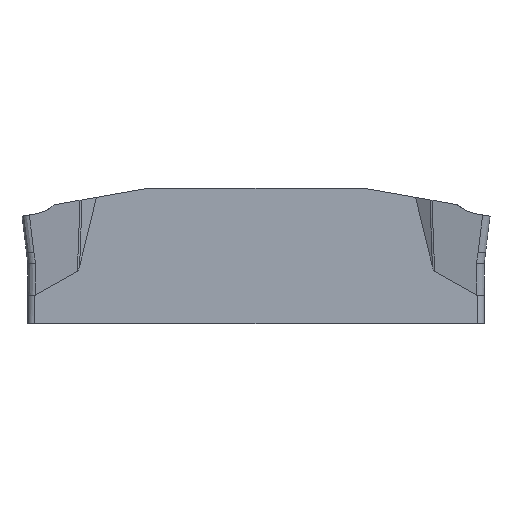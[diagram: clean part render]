
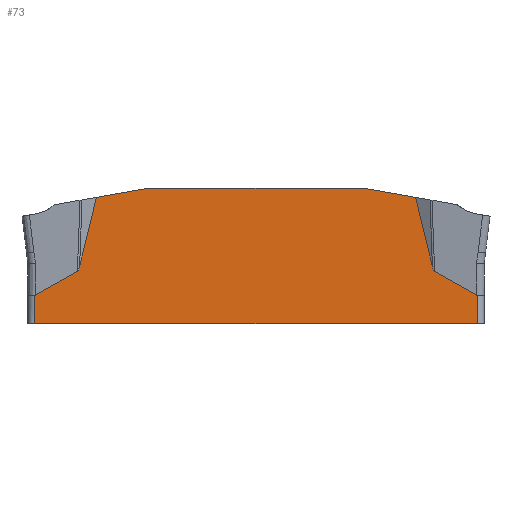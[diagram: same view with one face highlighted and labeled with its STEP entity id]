
A CAD part, left-side view. The second image highlights one B-rep face of the part: STEP entity #73.
In plain terms, the highlighted planar face has unit normal (-1, 0, 0).
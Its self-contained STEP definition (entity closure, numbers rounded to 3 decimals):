
#73=ADVANCED_FACE('SIDE_IB_1_SU5',(#139),#119,.F.);
#119=PLANE('',#878);
#139=FACE_OUTER_BOUND('',#185,.T.);
#185=EDGE_LOOP('',(#287,#288,#289,#290,#291,#292,#293,#294,#295,#296,#297,
#298,#299,#300));
#231=B_SPLINE_CURVE_WITH_KNOTS('',3,(#1127,#1128,#1129,#1130,#1131,#1132,
#1133,#1134,#1135,#1136,#1137,#1138,#1139,#1140,#1141,#1142),
 .UNSPECIFIED.,.F.,.F.,(4,3,3,3,3,4),(0.,0.383,0.682,
0.856,0.962,1.),.UNSPECIFIED.);
#232=B_SPLINE_CURVE_WITH_KNOTS('',3,(#1146,#1147,#1148,#1149,#1150,#1151,
#1152),.UNSPECIFIED.,.F.,.F.,(4,3,4),(0.,0.655,1.),
 .UNSPECIFIED.);
#233=B_SPLINE_CURVE_WITH_KNOTS('',3,(#1160,#1161,#1162,#1163,#1164,#1165,
#1166),.UNSPECIFIED.,.F.,.F.,(4,3,4),(0.,0.654,1.),
 .UNSPECIFIED.);
#234=B_SPLINE_CURVE_WITH_KNOTS('',3,(#1170,#1171,#1172,#1173,#1174,#1175,
#1176,#1177,#1178,#1179),.UNSPECIFIED.,.F.,.F.,(4,3,3,4),(0.,0.099,
0.378,1.),.UNSPECIFIED.);
#287=ORIENTED_EDGE('',*,*,#615,.F.);
#288=ORIENTED_EDGE('',*,*,#616,.T.);
#289=ORIENTED_EDGE('',*,*,#617,.T.);
#290=ORIENTED_EDGE('',*,*,#618,.T.);
#291=ORIENTED_EDGE('',*,*,#619,.T.);
#292=ORIENTED_EDGE('',*,*,#620,.T.);
#293=ORIENTED_EDGE('',*,*,#621,.T.);
#294=ORIENTED_EDGE('',*,*,#622,.F.);
#295=ORIENTED_EDGE('',*,*,#623,.T.);
#296=ORIENTED_EDGE('',*,*,#624,.T.);
#297=ORIENTED_EDGE('',*,*,#625,.T.);
#298=ORIENTED_EDGE('',*,*,#626,.T.);
#299=ORIENTED_EDGE('',*,*,#627,.T.);
#300=ORIENTED_EDGE('',*,*,#628,.T.);
#535=VERTEX_POINT('',#1121);
#536=VERTEX_POINT('',#1122);
#537=VERTEX_POINT('',#1124);
#538=VERTEX_POINT('',#1126);
#539=VERTEX_POINT('',#1143);
#540=VERTEX_POINT('',#1145);
#541=VERTEX_POINT('',#1153);
#542=VERTEX_POINT('',#1155);
#543=VERTEX_POINT('',#1157);
#544=VERTEX_POINT('',#1159);
#545=VERTEX_POINT('',#1167);
#546=VERTEX_POINT('',#1169);
#547=VERTEX_POINT('',#1180);
#548=VERTEX_POINT('',#1182);
#615=EDGE_CURVE('',#535,#536,#739,.T.);
#616=EDGE_CURVE('',#535,#537,#740,.T.);
#617=EDGE_CURVE('',#537,#538,#741,.T.);
#618=EDGE_CURVE('',#538,#539,#231,.T.);
#619=EDGE_CURVE('',#539,#540,#742,.T.);
#620=EDGE_CURVE('',#540,#541,#232,.T.);
#621=EDGE_CURVE('',#541,#542,#743,.T.);
#622=EDGE_CURVE('',#543,#542,#744,.T.);
#623=EDGE_CURVE('',#543,#544,#745,.T.);
#624=EDGE_CURVE('',#544,#545,#233,.T.);
#625=EDGE_CURVE('',#545,#546,#746,.T.);
#626=EDGE_CURVE('',#546,#547,#234,.T.);
#627=EDGE_CURVE('',#547,#548,#747,.T.);
#628=EDGE_CURVE('',#548,#536,#748,.T.);
#739=LINE('',#1120,#791);
#740=LINE('',#1123,#792);
#741=LINE('',#1125,#793);
#742=LINE('',#1144,#794);
#743=LINE('',#1154,#795);
#744=LINE('',#1156,#796);
#745=LINE('',#1158,#797);
#746=LINE('',#1168,#798);
#747=LINE('',#1181,#799);
#748=LINE('',#1183,#800);
#791=VECTOR('',#924,1.);
#792=VECTOR('',#925,1.);
#793=VECTOR('',#926,1.);
#794=VECTOR('',#927,1.);
#795=VECTOR('',#928,1.);
#796=VECTOR('',#929,1.);
#797=VECTOR('',#930,1.);
#798=VECTOR('',#931,1.);
#799=VECTOR('',#932,1.);
#800=VECTOR('',#933,1.);
#878=AXIS2_PLACEMENT_3D('',#1184,#934,#935);
#924=DIRECTION('',(0.,-1.,0.));
#925=DIRECTION('',(0.,0.985,-0.174));
#926=DIRECTION('',(0.,0.238,-0.971));
#927=DIRECTION('',(0.,0.869,-0.494));
#928=DIRECTION('',(0.,0.,-1.));
#929=DIRECTION('',(0.,1.,0.));
#930=DIRECTION('',(0.,0.,1.));
#931=DIRECTION('',(0.,0.869,0.494));
#932=DIRECTION('',(0.,0.238,0.971));
#933=DIRECTION('',(0.,0.985,0.174));
#934=DIRECTION('',(1.,0.,0.));
#935=DIRECTION('',(0.,0.,-1.));
#1120=CARTESIAN_POINT('',(-1.15,0.,1.192));
#1121=CARTESIAN_POINT('',(-1.15,4.625,1.192));
#1122=CARTESIAN_POINT('',(-1.15,-4.625,1.192));
#1123=CARTESIAN_POINT('',(-1.15,0.343,1.947));
#1124=CARTESIAN_POINT('',(-1.15,6.817,0.806));
#1125=CARTESIAN_POINT('',(-1.15,6.616,1.625));
#1126=CARTESIAN_POINT('',(-1.15,7.539,-2.132));
#1127=CARTESIAN_POINT('',(-1.15,7.539,-2.132));
#1128=CARTESIAN_POINT('',(-1.15,7.546,-2.162));
#1129=CARTESIAN_POINT('',(-1.15,7.554,-2.192));
#1130=CARTESIAN_POINT('',(-1.15,7.563,-2.221));
#1131=CARTESIAN_POINT('',(-1.15,7.571,-2.244));
#1132=CARTESIAN_POINT('',(-1.15,7.579,-2.267));
#1133=CARTESIAN_POINT('',(-1.15,7.589,-2.289));
#1134=CARTESIAN_POINT('',(-1.15,7.594,-2.301));
#1135=CARTESIAN_POINT('',(-1.15,7.601,-2.314));
#1136=CARTESIAN_POINT('',(-1.15,7.609,-2.325));
#1137=CARTESIAN_POINT('',(-1.15,7.613,-2.332));
#1138=CARTESIAN_POINT('',(-1.15,7.619,-2.339));
#1139=CARTESIAN_POINT('',(-1.15,7.625,-2.345));
#1140=CARTESIAN_POINT('',(-1.15,7.627,-2.347));
#1141=CARTESIAN_POINT('',(-1.15,7.63,-2.349));
#1142=CARTESIAN_POINT('',(-1.15,7.633,-2.35));
#1143=CARTESIAN_POINT('',(-1.15,7.633,-2.35));
#1144=CARTESIAN_POINT('',(-1.15,0.853,1.501));
#1145=CARTESIAN_POINT('',(-1.15,9.429,-3.371));
#1146=CARTESIAN_POINT('',(-1.15,9.429,-3.371));
#1147=CARTESIAN_POINT('',(-1.15,9.433,-3.373));
#1148=CARTESIAN_POINT('',(-1.15,9.438,-3.375));
#1149=CARTESIAN_POINT('',(-1.15,9.442,-3.376));
#1150=CARTESIAN_POINT('',(-1.15,9.445,-3.376));
#1151=CARTESIAN_POINT('',(-1.15,9.447,-3.377));
#1152=CARTESIAN_POINT('',(-1.15,9.45,-3.377));
#1153=CARTESIAN_POINT('',(-1.15,9.45,-3.377));
#1154=CARTESIAN_POINT('',(-1.15,9.45,0.));
#1155=CARTESIAN_POINT('',(-1.15,9.45,-4.592));
#1156=CARTESIAN_POINT('',(-1.15,0.,-4.592));
#1157=CARTESIAN_POINT('',(-1.15,-9.45,-4.592));
#1158=CARTESIAN_POINT('',(-1.15,-9.45,0.));
#1159=CARTESIAN_POINT('',(-1.15,-9.45,-3.377));
#1160=CARTESIAN_POINT('',(-1.15,-9.45,-3.377));
#1161=CARTESIAN_POINT('',(-1.15,-9.445,-3.377));
#1162=CARTESIAN_POINT('',(-1.15,-9.44,-3.376));
#1163=CARTESIAN_POINT('',(-1.15,-9.436,-3.374));
#1164=CARTESIAN_POINT('',(-1.15,-9.434,-3.373));
#1165=CARTESIAN_POINT('',(-1.15,-9.431,-3.372));
#1166=CARTESIAN_POINT('',(-1.15,-9.429,-3.371));
#1167=CARTESIAN_POINT('',(-1.15,-9.429,-3.371));
#1168=CARTESIAN_POINT('',(-1.15,-0.853,1.501));
#1169=CARTESIAN_POINT('',(-1.15,-7.633,-2.35));
#1170=CARTESIAN_POINT('',(-1.15,-7.633,-2.35));
#1171=CARTESIAN_POINT('',(-1.15,-7.626,-2.346));
#1172=CARTESIAN_POINT('',(-1.15,-7.62,-2.34));
#1173=CARTESIAN_POINT('',(-1.15,-7.615,-2.334));
#1174=CARTESIAN_POINT('',(-1.15,-7.601,-2.317));
#1175=CARTESIAN_POINT('',(-1.15,-7.591,-2.296));
#1176=CARTESIAN_POINT('',(-1.15,-7.583,-2.275));
#1177=CARTESIAN_POINT('',(-1.15,-7.564,-2.229));
#1178=CARTESIAN_POINT('',(-1.15,-7.55,-2.18));
#1179=CARTESIAN_POINT('',(-1.15,-7.539,-2.132));
#1180=CARTESIAN_POINT('',(-1.15,-7.539,-2.132));
#1181=CARTESIAN_POINT('',(-1.15,-6.616,1.625));
#1182=CARTESIAN_POINT('',(-1.15,-6.817,0.806));
#1183=CARTESIAN_POINT('',(-1.15,-0.343,1.947));
#1184=CARTESIAN_POINT('',(-1.15,0.,0.));
